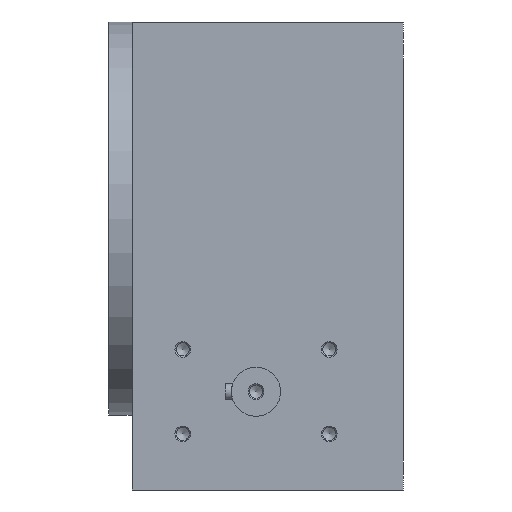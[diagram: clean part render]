
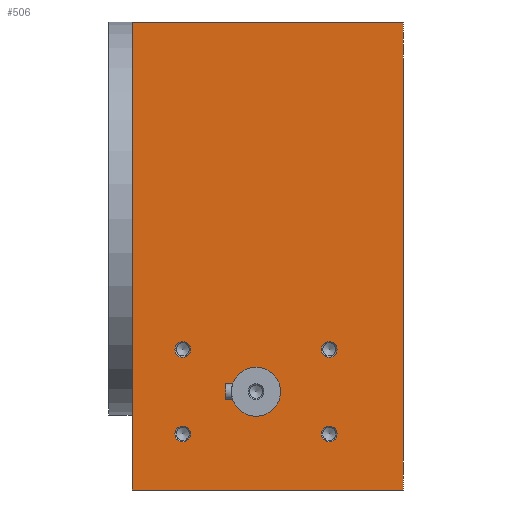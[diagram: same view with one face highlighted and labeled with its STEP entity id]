
A CAD part, left-side view. The second image highlights one B-rep face of the part: STEP entity #506.
In plain terms, the highlighted planar face has unit normal (-1, 0, 0).
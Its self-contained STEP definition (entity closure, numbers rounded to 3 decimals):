
#506 = ADVANCED_FACE( '', ( #1229, #1230, #1231, #1232, #1233, #1234 ), #1235, .F. );
#1229 = FACE_BOUND( '', #2285, .T. );
#1230 = FACE_BOUND( '', #2286, .T. );
#1231 = FACE_BOUND( '', #2287, .T. );
#1232 = FACE_BOUND( '', #2288, .T. );
#1233 = FACE_BOUND( '', #2289, .T. );
#1234 = FACE_OUTER_BOUND( '', #2290, .T. );
#1235 = PLANE( '', #2291 );
#2285 = EDGE_LOOP( '', ( #3621 ) );
#2286 = EDGE_LOOP( '', ( #3622 ) );
#2287 = EDGE_LOOP( '', ( #3623 ) );
#2288 = EDGE_LOOP( '', ( #3624 ) );
#2289 = EDGE_LOOP( '', ( #3625 ) );
#2290 = EDGE_LOOP( '', ( #3626, #3627, #3628, #3629, #3630 ) );
#2291 = AXIS2_PLACEMENT_3D( '', #3631, #3632, #3633 );
#3621 = ORIENTED_EDGE( '', *, *, #5620, .F. );
#3622 = ORIENTED_EDGE( '', *, *, #5621, .F. );
#3623 = ORIENTED_EDGE( '', *, *, #5622, .F. );
#3624 = ORIENTED_EDGE( '', *, *, #5589, .F. );
#3625 = ORIENTED_EDGE( '', *, *, #5460, .T. );
#3626 = ORIENTED_EDGE( '', *, *, #5623, .T. );
#3627 = ORIENTED_EDGE( '', *, *, #5624, .F. );
#3628 = ORIENTED_EDGE( '', *, *, #5625, .F. );
#3629 = ORIENTED_EDGE( '', *, *, #5626, .T. );
#3630 = ORIENTED_EDGE( '', *, *, #5627, .T. );
#3631 = CARTESIAN_POINT( '', ( -100., 69., 119. ) );
#3632 = DIRECTION( '', ( 1., 0., 0. ) );
#3633 = DIRECTION( '', ( 0., 0., -1. ) );
#5460 = EDGE_CURVE( '', #6421, #6421, #6422, .T. );
#5589 = EDGE_CURVE( '', #6623, #6623, #6624, .T. );
#5620 = EDGE_CURVE( '', #6665, #6665, #6666, .T. );
#5621 = EDGE_CURVE( '', #6667, #6667, #6668, .T. );
#5622 = EDGE_CURVE( '', #6669, #6669, #6670, .T. );
#5623 = EDGE_CURVE( '', #6671, #6672, #6673, .T. );
#5624 = EDGE_CURVE( '', #6674, #6672, #6675, .T. );
#5625 = EDGE_CURVE( '', #6676, #6674, #6677, .T. );
#5626 = EDGE_CURVE( '', #6676, #6678, #6679, .T. );
#5627 = EDGE_CURVE( '', #6678, #6671, #6680, .T. );
#6421 = VERTEX_POINT( '', #7721 );
#6422 = CIRCLE( '', #7722, 12.5 );
#6623 = VERTEX_POINT( '', #8014 );
#6624 = CIRCLE( '', #8015, 4. );
#6665 = VERTEX_POINT( '', #8067 );
#6666 = CIRCLE( '', #8068, 4. );
#6667 = VERTEX_POINT( '', #8069 );
#6668 = CIRCLE( '', #8070, 4. );
#6669 = VERTEX_POINT( '', #8071 );
#6670 = CIRCLE( '', #8072, 4. );
#6671 = VERTEX_POINT( '', #8073 );
#6672 = VERTEX_POINT( '', #8074 );
#6673 = LINE( '', #8075, #8076 );
#6674 = VERTEX_POINT( '', #8077 );
#6675 = LINE( '', #8078, #8079 );
#6676 = VERTEX_POINT( '', #8080 );
#6677 = LINE( '', #8081, #8082 );
#6678 = VERTEX_POINT( '', #8083 );
#6679 = LINE( '', #8084, #8085 );
#6680 = LINE( '', #8086, #8087 );
#7721 = CARTESIAN_POINT( '', ( -100., 6., -81.5 ) );
#7722 = AXIS2_PLACEMENT_3D( '', #9229, #9230, #9231 );
#8014 = CARTESIAN_POINT( '', ( -100., 43.239, -43.5 ) );
#8015 = AXIS2_PLACEMENT_3D( '', #9383, #9384, #9385 );
#8067 = CARTESIAN_POINT( '', ( -100., -31.239, -43.5 ) );
#8068 = AXIS2_PLACEMENT_3D( '', #9415, #9416, #9417 );
#8069 = CARTESIAN_POINT( '', ( -100., 43.239, -86.5 ) );
#8070 = AXIS2_PLACEMENT_3D( '', #9418, #9419, #9420 );
#8071 = CARTESIAN_POINT( '', ( -100., -31.239, -86.5 ) );
#8072 = AXIS2_PLACEMENT_3D( '', #9421, #9422, #9423 );
#8073 = CARTESIAN_POINT( '', ( -100., 69., -119. ) );
#8074 = CARTESIAN_POINT( '', ( -100., -69., -119. ) );
#8075 = CARTESIAN_POINT( '', ( -100., 69., -119. ) );
#8076 = VECTOR( '', #9424, 1000. );
#8077 = CARTESIAN_POINT( '', ( -100., -69., 119. ) );
#8078 = CARTESIAN_POINT( '', ( -100., -69., 119. ) );
#8079 = VECTOR( '', #9425, 1000. );
#8080 = CARTESIAN_POINT( '', ( -100., 69., 119. ) );
#8081 = CARTESIAN_POINT( '', ( -100., 69., 119. ) );
#8082 = VECTOR( '', #9426, 1000. );
#8083 = CARTESIAN_POINT( '', ( -100., 69., 19. ) );
#8084 = CARTESIAN_POINT( '', ( -100., 69., 119. ) );
#8085 = VECTOR( '', #9427, 1000. );
#8086 = CARTESIAN_POINT( '', ( -100., 69., 119. ) );
#8087 = VECTOR( '', #9428, 1000. );
#9229 = CARTESIAN_POINT( '', ( -100., 6., -69. ) );
#9230 = DIRECTION( '', ( 1., 0., 0. ) );
#9231 = DIRECTION( '', ( 0., 0., -1. ) );
#9383 = CARTESIAN_POINT( '', ( -100., 43.239, -47.5 ) );
#9384 = DIRECTION( '', ( -1., 0., 0. ) );
#9385 = DIRECTION( '', ( 0., 0., 1. ) );
#9415 = CARTESIAN_POINT( '', ( -100., -31.239, -47.5 ) );
#9416 = DIRECTION( '', ( -1., 0., 0. ) );
#9417 = DIRECTION( '', ( 0., 0., 1. ) );
#9418 = CARTESIAN_POINT( '', ( -100., 43.239, -90.5 ) );
#9419 = DIRECTION( '', ( -1., 0., 0. ) );
#9420 = DIRECTION( '', ( 0., 0., 1. ) );
#9421 = CARTESIAN_POINT( '', ( -100., -31.239, -90.5 ) );
#9422 = DIRECTION( '', ( -1., 0., 0. ) );
#9423 = DIRECTION( '', ( 0., 0., 1. ) );
#9424 = DIRECTION( '', ( 0., -1., 0. ) );
#9425 = DIRECTION( '', ( 0., 0., -1. ) );
#9426 = DIRECTION( '', ( 0., -1., 0. ) );
#9427 = DIRECTION( '', ( 0., 0., -1. ) );
#9428 = DIRECTION( '', ( 0., 0., -1. ) );
